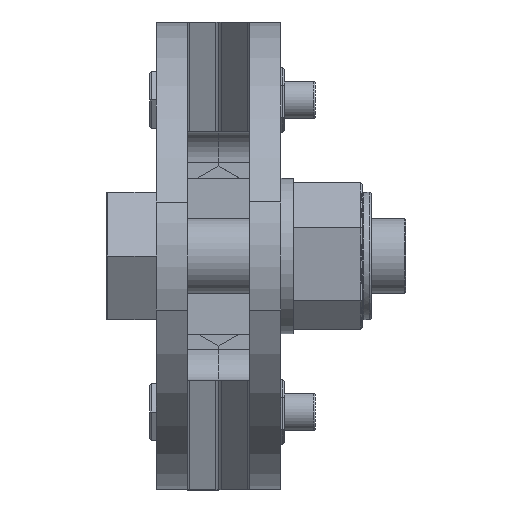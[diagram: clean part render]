
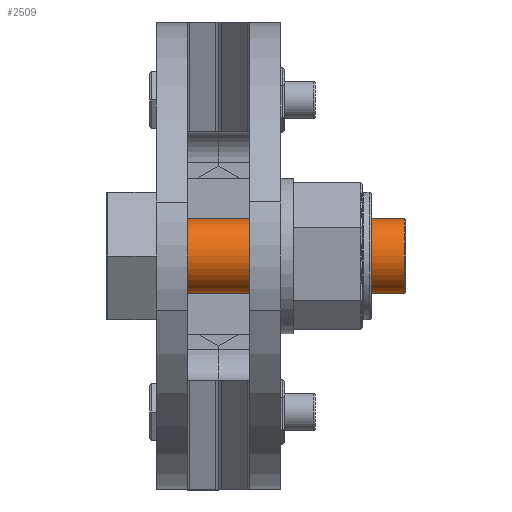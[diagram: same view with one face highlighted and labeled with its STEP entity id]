
A CAD part, left-side view. The second image highlights one B-rep face of the part: STEP entity #2509.
In plain terms, the highlighted cylindrical face has radius 12 mm (diameter 24 mm), a full revolution.
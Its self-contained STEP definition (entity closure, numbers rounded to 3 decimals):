
#81 = AXIS2_PLACEMENT_3D ( 'NONE', #4297, #4307, #4726 ) ;
#701 = CIRCLE ( 'NONE', #6036, 12. ) ;
#816 = ORIENTED_EDGE ( 'NONE', *, *, #1429, .T. ) ;
#1429 = EDGE_CURVE ( 'NONE', #3755, #3755, #701, .T. ) ;
#1846 = CIRCLE ( 'NONE', #2635, 12. ) ;
#2160 = CYLINDRICAL_SURFACE ( 'NONE', #81, 12. ) ;
#2509 = ADVANCED_FACE ( 'NONE', ( #7027, #8907 ), #2160, .T. ) ;
#2635 = AXIS2_PLACEMENT_3D ( 'NONE', #7643, #7591, #2834 ) ;
#2834 = DIRECTION ( 'NONE',  ( 0., 0., 1. ) ) ;
#3755 = VERTEX_POINT ( 'NONE', #6086 ) ;
#3766 = CARTESIAN_POINT ( 'NONE',  ( 0., -79.5, 0. ) ) ;
#3863 = DIRECTION ( 'NONE',  ( 0., 1., 0. ) ) ;
#4084 = DIRECTION ( 'NONE',  ( 0., 0., 1. ) ) ;
#4297 = CARTESIAN_POINT ( 'NONE',  ( 0., -80., 0. ) ) ;
#4307 = DIRECTION ( 'NONE',  ( 0., 1., 0. ) ) ;
#4726 = DIRECTION ( 'NONE',  ( 0., 0., 1. ) ) ;
#5386 = VERTEX_POINT ( 'NONE', #8117 ) ;
#5416 = EDGE_CURVE ( 'NONE', #5386, #5386, #1846, .T. ) ;
#6036 = AXIS2_PLACEMENT_3D ( 'NONE', #3766, #3863, #4084 ) ;
#6086 = CARTESIAN_POINT ( 'NONE',  ( 0., -79.5, 12. ) ) ;
#6337 = ORIENTED_EDGE ( 'NONE', *, *, #5416, .F. ) ;
#7027 = FACE_OUTER_BOUND ( 'NONE', #9229, .T. ) ;
#7081 = EDGE_LOOP ( 'NONE', ( #6337 ) ) ;
#7591 = DIRECTION ( 'NONE',  ( 0., 1., 0. ) ) ;
#7643 = CARTESIAN_POINT ( 'NONE',  ( 0., 0., 0. ) ) ;
#8117 = CARTESIAN_POINT ( 'NONE',  ( 0., 0., 12. ) ) ;
#8907 = FACE_OUTER_BOUND ( 'NONE', #7081, .T. ) ;
#9229 = EDGE_LOOP ( 'NONE', ( #816 ) ) ;
